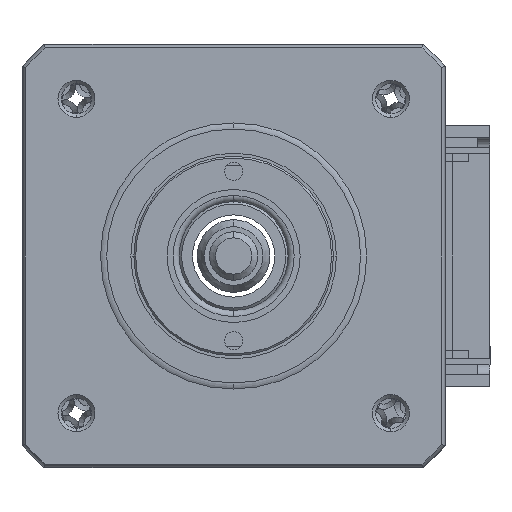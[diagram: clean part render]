
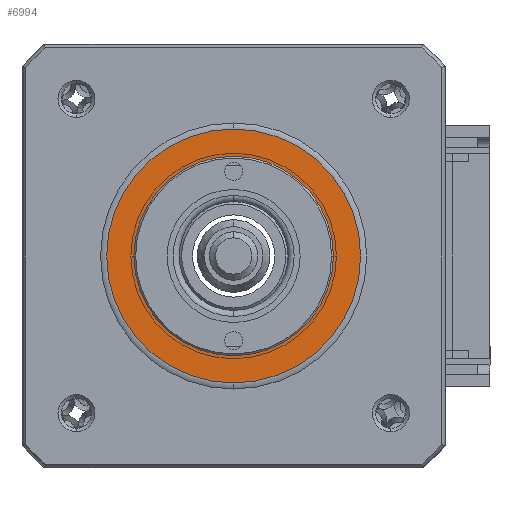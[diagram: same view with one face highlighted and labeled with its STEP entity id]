
A CAD part, left-side view. The second image highlights one B-rep face of the part: STEP entity #6994.
In plain terms, the highlighted planar face has unit normal (-1, 0, 0).
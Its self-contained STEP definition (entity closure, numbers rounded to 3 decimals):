
#266 = AXIS2_PLACEMENT_3D ( 'NONE', #7287, #4437, #9436 ) ;
#307 = CARTESIAN_POINT ( 'NONE',  ( -18.8, 0., 0. ) ) ;
#313 = CARTESIAN_POINT ( 'NONE',  ( -18.8, 0., 0. ) ) ;
#524 = VERTEX_POINT ( 'NONE', #4821 ) ;
#912 = DIRECTION ( 'NONE',  ( 1., 0., 0. ) ) ;
#942 = AXIS2_PLACEMENT_3D ( 'NONE', #5344, #912, #6069 ) ;
#1047 = DIRECTION ( 'NONE',  ( 0., 0., -1. ) ) ;
#1052 = DIRECTION ( 'NONE',  ( 0., 0., -1. ) ) ;
#1055 = EDGE_LOOP ( 'NONE', ( #1287, #5222 ) ) ;
#1287 = ORIENTED_EDGE ( 'NONE', *, *, #5487, .T. ) ;
#1781 = ORIENTED_EDGE ( 'NONE', *, *, #8054, .T. ) ;
#2029 = CIRCLE ( 'NONE', #3727, 10.5 ) ;
#2053 = FACE_BOUND ( 'NONE', #1055, .T. ) ;
#2262 = CARTESIAN_POINT ( 'NONE',  ( -18.8, 0., 0. ) ) ;
#3003 = VERTEX_POINT ( 'NONE', #6575 ) ;
#3029 = DIRECTION ( 'NONE',  ( 0., 0., -1. ) ) ;
#3116 = CIRCLE ( 'NONE', #5279, 8.25 ) ;
#3727 = AXIS2_PLACEMENT_3D ( 'NONE', #313, #5471, #1052 ) ;
#4233 = CIRCLE ( 'NONE', #942, 8.25 ) ;
#4408 = PLANE ( 'NONE',  #266 ) ;
#4437 = DIRECTION ( 'NONE',  ( 1., 0., 0. ) ) ;
#4577 = AXIS2_PLACEMENT_3D ( 'NONE', #2262, #7326, #3029 ) ;
#4821 = CARTESIAN_POINT ( 'NONE',  ( -18.8, 0., -8.25 ) ) ;
#5043 = CIRCLE ( 'NONE', #4577, 10.5 ) ;
#5222 = ORIENTED_EDGE ( 'NONE', *, *, #8528, .T. ) ;
#5258 = CARTESIAN_POINT ( 'NONE',  ( -18.8, 0., -10.5 ) ) ;
#5279 = AXIS2_PLACEMENT_3D ( 'NONE', #307, #5468, #1047 ) ;
#5344 = CARTESIAN_POINT ( 'NONE',  ( -18.8, 0., 0. ) ) ;
#5468 = DIRECTION ( 'NONE',  ( 1., 0., 0. ) ) ;
#5471 = DIRECTION ( 'NONE',  ( -1., 0., 0. ) ) ;
#5487 = EDGE_CURVE ( 'NONE', #524, #3003, #3116, .T. ) ;
#5627 = VERTEX_POINT ( 'NONE', #6401 ) ;
#5803 = EDGE_CURVE ( 'NONE', #6683, #5627, #5043, .T. ) ;
#6069 = DIRECTION ( 'NONE',  ( 0., 0., -1. ) ) ;
#6401 = CARTESIAN_POINT ( 'NONE',  ( -18.8, 0., 10.5 ) ) ;
#6575 = CARTESIAN_POINT ( 'NONE',  ( -18.8, 0., 8.25 ) ) ;
#6683 = VERTEX_POINT ( 'NONE', #5258 ) ;
#6994 = ADVANCED_FACE ( 'NONE', ( #2053, #8037 ), #4408, .F. ) ;
#7287 = CARTESIAN_POINT ( 'NONE',  ( -18.8, 0., 0. ) ) ;
#7326 = DIRECTION ( 'NONE',  ( -1., 0., 0. ) ) ;
#7567 = EDGE_LOOP ( 'NONE', ( #9249, #1781 ) ) ;
#8037 = FACE_OUTER_BOUND ( 'NONE', #7567, .T. ) ;
#8054 = EDGE_CURVE ( 'NONE', #5627, #6683, #2029, .T. ) ;
#8528 = EDGE_CURVE ( 'NONE', #3003, #524, #4233, .T. ) ;
#9249 = ORIENTED_EDGE ( 'NONE', *, *, #5803, .T. ) ;
#9436 = DIRECTION ( 'NONE',  ( 0., 0., -1. ) ) ;
